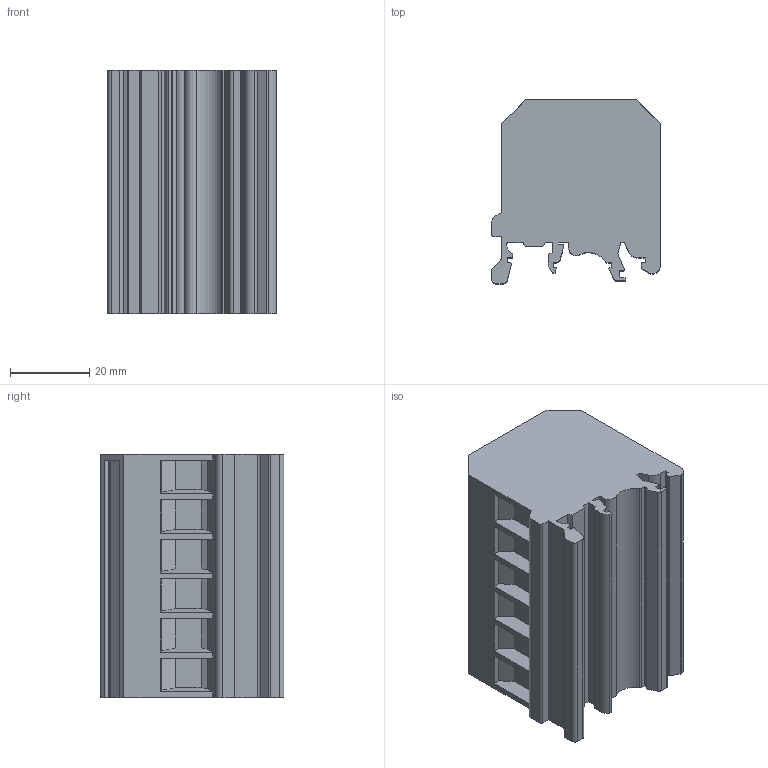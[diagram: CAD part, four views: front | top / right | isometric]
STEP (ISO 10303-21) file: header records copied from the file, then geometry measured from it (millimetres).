
FILE_DESCRIPTION(/* description */ ('Unknown'),/* implementation_level */ '2;1');
FILE_NAME(/* name */ 'DBK6_3D_SOLID',/* time_stamp */ '2025-01-11T10:15:01+06:00',/* author */ ('Unknown'),/* organization */ ('Unknown'),/* preprocessor_version */ 'ST-DEVELOPER v16.7',/* originating_system */ 'Solid Edge',/* authorisation */ 'Unknown');
FILE_SCHEMA (('AUTOMOTIVE_DESIGN {1 0 10303 214 3 1 1}'));
Length unit declared in the file: millimetre
Products named in the file (1): DBK6_3D_SOLID
Bounding box: 42.5 x 46.4 x 61.5 mm (x, y, z)
Volume: 82794 mm3; surface area: 25910.1 mm2
Topology: 1 solids, 13 shells, 565 faces, 1481 edges, 974 vertices
Faces by surface type: plane 450, cylinder 74, torus 24, cone 12, bspline 5
Full cylindrical faces by diameter (mm): 6.5 x12
Entity records: 21142 total; most frequent: CARTESIAN_POINT 3386, ORIENTED_EDGE 2890, DIRECTION 2713, EDGE_CURVE 1445, LINE 1087, VECTOR 1087, VERTEX_POINT 962, AXIS2_PLACEMENT_3D 813
